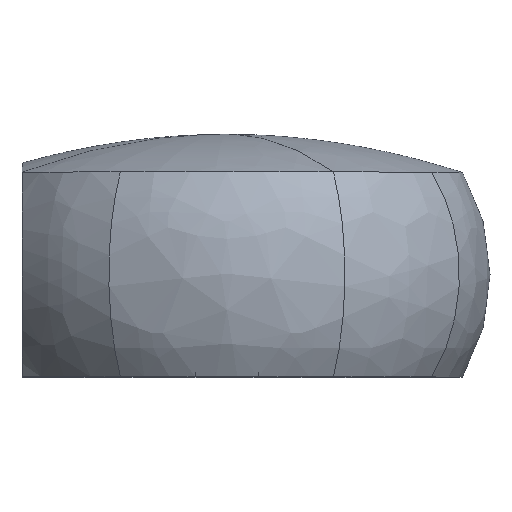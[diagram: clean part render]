
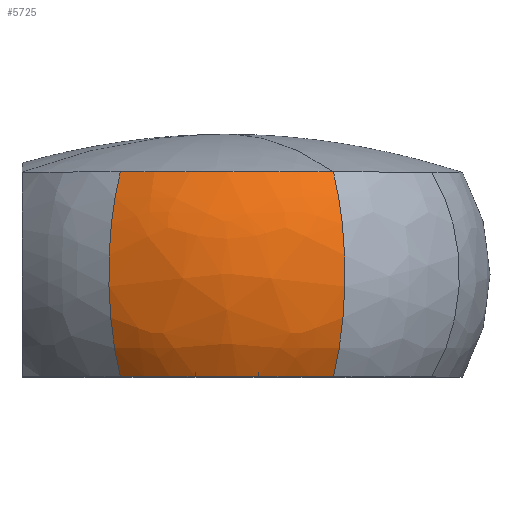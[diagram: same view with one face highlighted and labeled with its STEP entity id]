
A CAD part, top view. The second image highlights one B-rep face of the part: STEP entity #5725.
In plain terms, the highlighted free-form (B-spline) face has degree [3, 3] with [7, 7] control points.
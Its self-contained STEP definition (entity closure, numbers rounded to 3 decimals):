
#12 = CARTESIAN_POINT ( 'NONE',  ( -11.133, 0., 23.707 ) ) ;
#154 = CARTESIAN_POINT ( 'NONE',  ( 6.991, 4.935, 26.605 ) ) ;
#184 = CARTESIAN_POINT ( 'NONE',  ( -5.852, 16.2, 26.454 ) ) ;
#209 = CARTESIAN_POINT ( 'NONE',  ( -11.133, 16.2, 23.707 ) ) ;
#231 = CARTESIAN_POINT ( 'NONE',  ( 5.72, -0.209, 23.555 ) ) ;
#259 = CARTESIAN_POINT ( 'NONE',  ( 0.842, 4.935, 29.379 ) ) ;
#529 = CARTESIAN_POINT ( 'NONE',  ( -2.707, 0., 7.507 ) ) ;
#639 = EDGE_CURVE ( 'NONE', #2515, #7728, #7375, .T. ) ;
#650 = CARTESIAN_POINT ( 'NONE',  ( -11.133, 0., 23.707 ) ) ;
#765 = CARTESIAN_POINT ( 'NONE',  ( -0.217, 0., 25.597 ) ) ;
#792 = CARTESIAN_POINT ( 'NONE',  ( -5.852, 0., 26.454 ) ) ;
#818 = CARTESIAN_POINT ( 'NONE',  ( 0.421, -0.209, 26.33 ) ) ;
#877 = EDGE_CURVE ( 'NONE', #4975, #1957, #7050, .T. ) ;
#905 = CARTESIAN_POINT ( 'NONE',  ( 5.719, 0., 23.707 ) ) ;
#937 = EDGE_CURVE ( 'NONE', #4807, #1957, #6738, .T. ) ;
#967 = CARTESIAN_POINT ( 'NONE',  ( 6.93, 11.265, 26.632 ) ) ;
#971 = B_SPLINE_CURVE_WITH_KNOTS ( 'NONE', 3,
 ( #650, #3640, #5432, #1874 ),
 .UNSPECIFIED., .F., .F.,
 ( 4, 4 ),
 ( 0., 1. ),
 .UNSPECIFIED. ) ;
#1247 = DIRECTION ( 'NONE',  ( 0., 0., -1. ) ) ;
#1323 = CARTESIAN_POINT ( 'NONE',  ( 5.616, -0.419, 23.459 ) ) ;
#1347 = CARTESIAN_POINT ( 'NONE',  ( 6.93, 4.935, 26.632 ) ) ;
#1355 = CIRCLE ( 'NONE', #5078, 18.26 ) ;
#1387 = EDGE_CURVE ( 'NONE', #3668, #7728, #2020, .T. ) ;
#1397 = CARTESIAN_POINT ( 'NONE',  ( 6.93, 11.265, 26.632 ) ) ;
#1420 = CARTESIAN_POINT ( 'NONE',  ( 0.403, -0.419, 26.205 ) ) ;
#1449 = CARTESIAN_POINT ( 'NONE',  ( 5.72, -0.628, 23.252 ) ) ;
#1537 = CARTESIAN_POINT ( 'NONE',  ( 5.825, -0.209, 23.5 ) ) ;
#1874 = CARTESIAN_POINT ( 'NONE',  ( -11.134, 16.2, 23.708 ) ) ;
#1920 = CARTESIAN_POINT ( 'NONE',  ( -11.133, 0., 23.707 ) ) ;
#1932 = ORIENTED_EDGE ( 'NONE', *, *, #4872, .T. ) ;
#1957 = VERTEX_POINT ( 'NONE', #7599 ) ;
#1974 = CARTESIAN_POINT ( 'NONE',  ( 0.438, 16.2, 26.454 ) ) ;
#2003 = CARTESIAN_POINT ( 'NONE',  ( 5.616, -0.628, 23.307 ) ) ;
#2020 = CIRCLE ( 'NONE', #6643, 18.26 ) ;
#2145 = CARTESIAN_POINT ( 'NONE',  ( 7.113, 4.935, 26.55 ) ) ;
#2265 = DIRECTION ( 'NONE',  ( 0., 1., 0. ) ) ;
#2320 = FACE_OUTER_BOUND ( 'NONE', #5993, .T. ) ;
#2515 = VERTEX_POINT ( 'NONE', #5001 ) ;
#2573 = CARTESIAN_POINT ( 'NONE',  ( 5.824, 0., 23.652 ) ) ;
#2601 = CARTESIAN_POINT ( 'NONE',  ( 5.719, 0., 23.707 ) ) ;
#2682 = CARTESIAN_POINT ( 'NONE',  ( 7.113, 11.265, 26.55 ) ) ;
#2780 = DIRECTION ( 'NONE',  ( 0., -1., 0. ) ) ;
#2805 = CARTESIAN_POINT ( 'NONE',  ( 5.772, -0.419, 23.376 ) ) ;
#2969 = DIRECTION ( 'NONE',  ( 0., 0., -1. ) ) ;
#3103 = ORIENTED_EDGE ( 'NONE', *, *, #877, .F. ) ;
#3160 = CARTESIAN_POINT ( 'NONE',  ( 0.386, -0.628, 26.081 ) ) ;
#3189 = CARTESIAN_POINT ( 'NONE',  ( 7.052, 11.265, 26.577 ) ) ;
#3214 = CARTESIAN_POINT ( 'NONE',  ( 5.824, 16.2, 23.652 ) ) ;
#3317 = CARTESIAN_POINT ( 'NONE',  ( 5.877, 16.2, 23.625 ) ) ;
#3378 = DIRECTION ( 'NONE',  ( 0., 0., 1. ) ) ;
#3486 = ORIENTED_EDGE ( 'NONE', *, *, #937, .T. ) ;
#3586 = ORIENTED_EDGE ( 'NONE', *, *, #1387, .F. ) ;
#3640 = CARTESIAN_POINT ( 'NONE',  ( -12.345, 4.935, 26.632 ) ) ;
#3668 = VERTEX_POINT ( 'NONE', #4811 ) ;
#3762 = CARTESIAN_POINT ( 'NONE',  ( 5.771, 0., 23.68 ) ) ;
#3788 = CARTESIAN_POINT ( 'NONE',  ( -11.03, -0.419, 23.459 ) ) ;
#3839 = CARTESIAN_POINT ( 'NONE',  ( -12.345, 11.265, 26.632 ) ) ;
#3868 = CARTESIAN_POINT ( 'NONE',  ( -12.345, 4.935, 26.632 ) ) ;
#3939 = AXIS2_PLACEMENT_3D ( 'NONE', #529, #2265, #2969 ) ;
#4266 = CARTESIAN_POINT ( 'NONE',  ( -2.707, 16.2, 7.507 ) ) ;
#4358 = CARTESIAN_POINT ( 'NONE',  ( 6.991, 11.265, 26.605 ) ) ;
#4385 = CARTESIAN_POINT ( 'NONE',  ( 0.438, 0., 26.454 ) ) ;
#4412 = CARTESIAN_POINT ( 'NONE',  ( 5.668, -0.628, 23.28 ) ) ;
#4438 = CARTESIAN_POINT ( 'NONE',  ( -10.979, -0.628, 23.334 ) ) ;
#4463 = CARTESIAN_POINT ( 'NONE',  ( -5.818, -0.419, 26.205 ) ) ;
#4772 = CARTESIAN_POINT ( 'NONE',  ( -2.707, 0., 7.507 ) ) ;
#4807 = VERTEX_POINT ( 'NONE', #12 ) ;
#4811 = CARTESIAN_POINT ( 'NONE',  ( -11.134, 16.2, 23.708 ) ) ;
#4872 = EDGE_CURVE ( 'NONE', #4975, #2515, #1355, .T. ) ;
#4930 = CARTESIAN_POINT ( 'NONE',  ( 0.842, 11.265, 29.379 ) ) ;
#4975 = VERTEX_POINT ( 'NONE', #765 ) ;
#4982 = CARTESIAN_POINT ( 'NONE',  ( -11.082, -0.209, 23.583 ) ) ;
#5001 = CARTESIAN_POINT ( 'NONE',  ( 5.719, 0., 23.707 ) ) ;
#5002 = CARTESIAN_POINT ( 'NONE',  ( 5.668, -0.419, 23.431 ) ) ;
#5027 = CARTESIAN_POINT ( 'NONE',  ( -6.256, 11.265, 29.379 ) ) ;
#5078 = AXIS2_PLACEMENT_3D ( 'NONE', #4772, #5954, #6585 ) ;
#5334 = EDGE_CURVE ( 'NONE', #4807, #3668, #971, .T. ) ;
#5432 = CARTESIAN_POINT ( 'NONE',  ( -12.345, 11.265, 26.632 ) ) ;
#5537 = CARTESIAN_POINT ( 'NONE',  ( 5.719, 16.2, 23.707 ) ) ;
#5542 = CARTESIAN_POINT ( 'NONE',  ( 5.771, 16.2, 23.68 ) ) ;
#5594 = CARTESIAN_POINT ( 'NONE',  ( 5.564, -0.628, 23.334 ) ) ;
#5725 = ADVANCED_FACE ( 'NONE', ( #2320 ), #6849, .T. ) ;
#5734 = CARTESIAN_POINT ( 'NONE',  ( 5.877, 0., 23.625 ) ) ;
#5954 = DIRECTION ( 'NONE',  ( 0., 1., 0. ) ) ;
#5992 = ORIENTED_EDGE ( 'NONE', *, *, #639, .T. ) ;
#5993 = EDGE_LOOP ( 'NONE', ( #3486, #3103, #1932, #5992, #3586, #6573 ) ) ;
#6153 = CARTESIAN_POINT ( 'NONE',  ( 5.772, -0.209, 23.528 ) ) ;
#6185 = CARTESIAN_POINT ( 'NONE',  ( 5.667, -0.209, 23.583 ) ) ;
#6209 = CARTESIAN_POINT ( 'NONE',  ( 5.72, -0.419, 23.404 ) ) ;
#6235 = CARTESIAN_POINT ( 'NONE',  ( -5.801, -0.628, 26.081 ) ) ;
#6361 = CARTESIAN_POINT ( 'NONE',  ( -2.707, 0., 7.507 ) ) ;
#6395 = CARTESIAN_POINT ( 'NONE',  ( 6.93, 4.935, 26.632 ) ) ;
#6425 = CARTESIAN_POINT ( 'NONE',  ( 5.719, 16.2, 23.707 ) ) ;
#6573 = ORIENTED_EDGE ( 'NONE', *, *, #5334, .F. ) ;
#6585 = DIRECTION ( 'NONE',  ( 0., 0., -1. ) ) ;
#6643 = AXIS2_PLACEMENT_3D ( 'NONE', #4266, #7807, #1247 ) ;
#6738 = CIRCLE ( 'NONE', #3939, 18.26 ) ;
#6775 = CARTESIAN_POINT ( 'NONE',  ( 7.052, 4.935, 26.577 ) ) ;
#6805 = CARTESIAN_POINT ( 'NONE',  ( 5.719, 16.2, 23.707 ) ) ;
#6849 = B_SPLINE_SURFACE_WITH_KNOTS ( 'NONE', 3, 3, ( 
 ( #4438, #3788, #4982, #1920, #3868, #3839, #209 ),
 ( #6235, #4463, #7367, #792, #7421, #5027, #184 ),
 ( #3160, #1420, #818, #4385, #259, #4930, #1974 ),
 ( #5594, #1323, #6185, #2601, #1347, #1397, #6805 ),
 ( #2003, #5002, #231, #3762, #154, #4358, #5542 ),
 ( #4412, #6209, #6153, #2573, #6775, #3189, #3214 ),
 ( #1449, #2805, #1537, #5734, #2145, #2682, #3317 ) ),
 .UNSPECIFIED., .F., .F., .F.,
 ( 4, 3, 4 ),
 ( 4, 3, 4 ),
 ( 0., 1., 1.01 ),
 ( -0.042, 0., 1. ),
 .UNSPECIFIED. ) ;
#6908 = AXIS2_PLACEMENT_3D ( 'NONE', #6361, #2780, #3378 ) ;
#7050 = CIRCLE ( 'NONE', #6908, 18.26 ) ;
#7367 = CARTESIAN_POINT ( 'NONE',  ( -5.835, -0.209, 26.33 ) ) ;
#7375 = B_SPLINE_CURVE_WITH_KNOTS ( 'NONE', 3,
 ( #905, #6395, #967, #6425 ),
 .UNSPECIFIED., .F., .F.,
 ( 4, 4 ),
 ( 0., 1. ),
 .UNSPECIFIED. ) ;
#7421 = CARTESIAN_POINT ( 'NONE',  ( -6.256, 4.935, 29.379 ) ) ;
#7599 = CARTESIAN_POINT ( 'NONE',  ( -5.207, 0., 25.595 ) ) ;
#7728 = VERTEX_POINT ( 'NONE', #5537 ) ;
#7807 = DIRECTION ( 'NONE',  ( 0., 1., 0. ) ) ;
